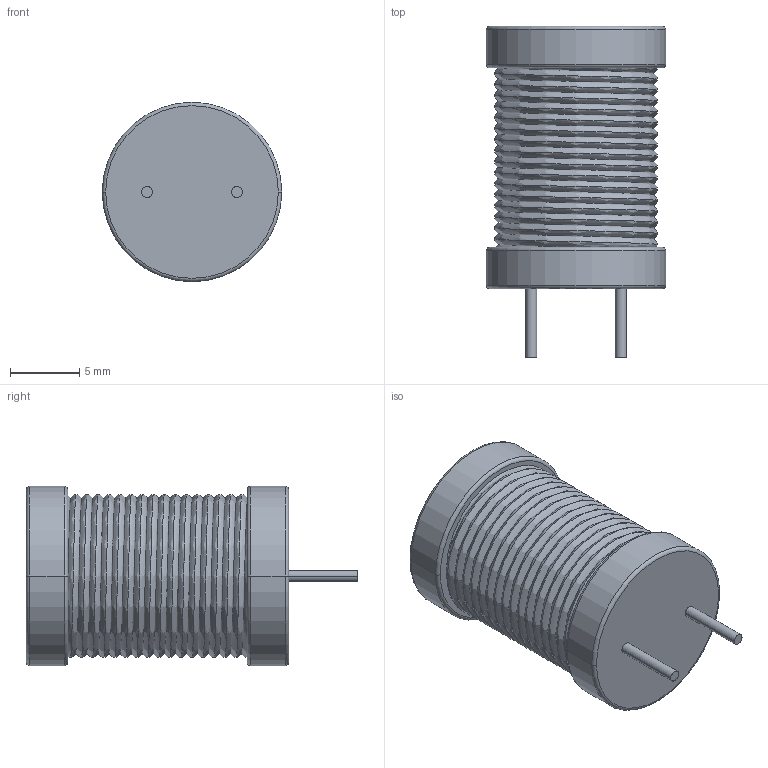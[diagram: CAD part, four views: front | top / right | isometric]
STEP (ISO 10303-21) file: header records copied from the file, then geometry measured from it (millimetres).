
FILE_DESCRIPTION (( 'STEP AP214' ), '1' );
FILE_NAME ('THD Inductor SL1016.STEP', '2019-08-21T16:44:38', ( '' ), ( '' ), 'SwSTEP 2.0', 'SolidWorks 2018', '' );
FILE_SCHEMA (( 'AUTOMOTIVE_DESIGN' ));
Length unit declared in the file: millimetre
Products named in the file (1): THD Inductor SL1016
Bounding box: 13 x 24 x 13 mm (x, y, z)
Volume: 2102.8 mm3; surface area: 2404.8 mm2
Topology: 1 solids, 1 shells, 30 faces, 58 edges, 34 vertices
Faces by surface type: cylinder 10, torus 8, plane 8, bspline 4
Entity records: 7658 total; most frequent: CARTESIAN_POINT 6691, DIRECTION 136, ORIENTED_EDGE 116, AXIS2_PLACEMENT_3D 63, EDGE_CURVE 58, EDGE_LOOP 36, CIRCLE 36, VERTEX_POINT 34
